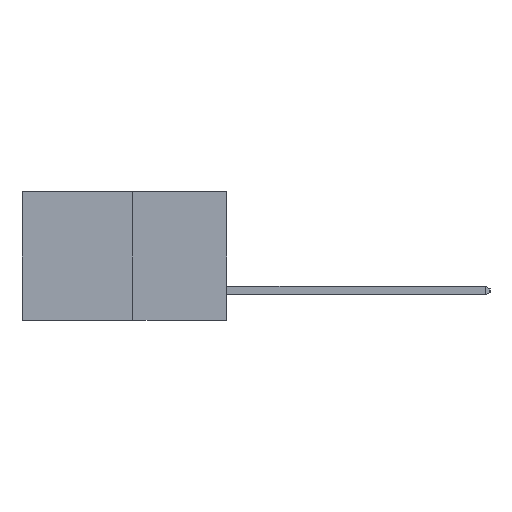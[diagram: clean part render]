
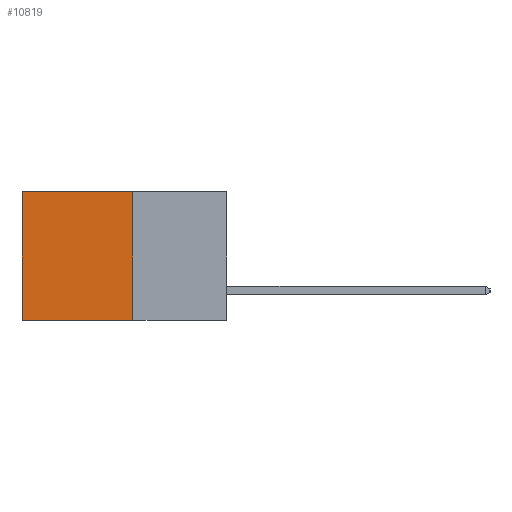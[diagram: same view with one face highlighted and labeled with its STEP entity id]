
A CAD part, left-side view. The second image highlights one B-rep face of the part: STEP entity #10819.
In plain terms, the highlighted planar face has unit normal (-1, 0, 0).
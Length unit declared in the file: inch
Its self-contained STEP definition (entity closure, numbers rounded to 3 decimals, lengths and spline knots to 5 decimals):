
#115 = CARTESIAN_POINT ( 'NONE',  ( 0.277, 0.59, -0.37 ) ) ;
#956 = VERTEX_POINT ( 'NONE', #6547 ) ;
#1812 = AXIS2_PLACEMENT_3D ( 'NONE', #4084, #17625, #6072 ) ;
#1989 = EDGE_CURVE ( 'NONE', #2031, #22949, #22051, .T. ) ;
#2031 = VERTEX_POINT ( 'NONE', #2383 ) ;
#2383 = CARTESIAN_POINT ( 'NONE',  ( 0.277, 0.27, 0. ) ) ;
#2828 = ORIENTED_EDGE ( 'NONE', *, *, #1989, .T. ) ;
#4084 = CARTESIAN_POINT ( 'NONE',  ( 0.277, 0.27, -0.37 ) ) ;
#5087 = VECTOR ( 'NONE', #23172, 39.37008 ) ;
#5097 = EDGE_LOOP ( 'NONE', ( #14205, #7602, #21190, #2828 ) ) ;
#5936 = EDGE_CURVE ( 'NONE', #2031, #12077, #24784, .T. ) ;
#6072 = DIRECTION ( 'NONE',  ( 0., 0., -1. ) ) ;
#6547 = CARTESIAN_POINT ( 'NONE',  ( 0.277, 0.59, -0.37 ) ) ;
#6736 = FACE_OUTER_BOUND ( 'NONE', #5097, .T. ) ;
#7602 = ORIENTED_EDGE ( 'NONE', *, *, #12634, .F. ) ;
#9934 = PLANE ( 'NONE',  #1812 ) ;
#9937 = DIRECTION ( 'NONE',  ( 0., 0., -1. ) ) ;
#10819 = ADVANCED_FACE ( 'NONE', ( #6736 ), #9934, .F. ) ;
#11165 = CARTESIAN_POINT ( 'NONE',  ( 0.277, 0.59, 0. ) ) ;
#11604 = DIRECTION ( 'NONE',  ( 0., 1., 0. ) ) ;
#12077 = VERTEX_POINT ( 'NONE', #21062 ) ;
#12634 = EDGE_CURVE ( 'NONE', #12077, #956, #19873, .T. ) ;
#13440 = VECTOR ( 'NONE', #9937, 39.37008 ) ;
#14205 = ORIENTED_EDGE ( 'NONE', *, *, #16833, .T. ) ;
#16464 = VECTOR ( 'NONE', #17299, 39.37008 ) ;
#16833 = EDGE_CURVE ( 'NONE', #22949, #956, #18519, .T. ) ;
#17006 = CARTESIAN_POINT ( 'NONE',  ( 0.277, 0.27, 0. ) ) ;
#17299 = DIRECTION ( 'NONE',  ( 0., 1., 0. ) ) ;
#17355 = CARTESIAN_POINT ( 'NONE',  ( 0.277, 0.27, -0.37 ) ) ;
#17625 = DIRECTION ( 'NONE',  ( 1., 0., 0. ) ) ;
#18519 = LINE ( 'NONE', #115, #13440 ) ;
#19873 = LINE ( 'NONE', #17355, #24261 ) ;
#21062 = CARTESIAN_POINT ( 'NONE',  ( 0.277, 0.27, -0.37 ) ) ;
#21190 = ORIENTED_EDGE ( 'NONE', *, *, #5936, .F. ) ;
#22051 = LINE ( 'NONE', #17006, #16464 ) ;
#22949 = VERTEX_POINT ( 'NONE', #11165 ) ;
#23172 = DIRECTION ( 'NONE',  ( 0., 0., -1. ) ) ;
#23202 = CARTESIAN_POINT ( 'NONE',  ( 0.277, 0.27, -0.37 ) ) ;
#24261 = VECTOR ( 'NONE', #11604, 39.37008 ) ;
#24784 = LINE ( 'NONE', #23202, #5087 ) ;
